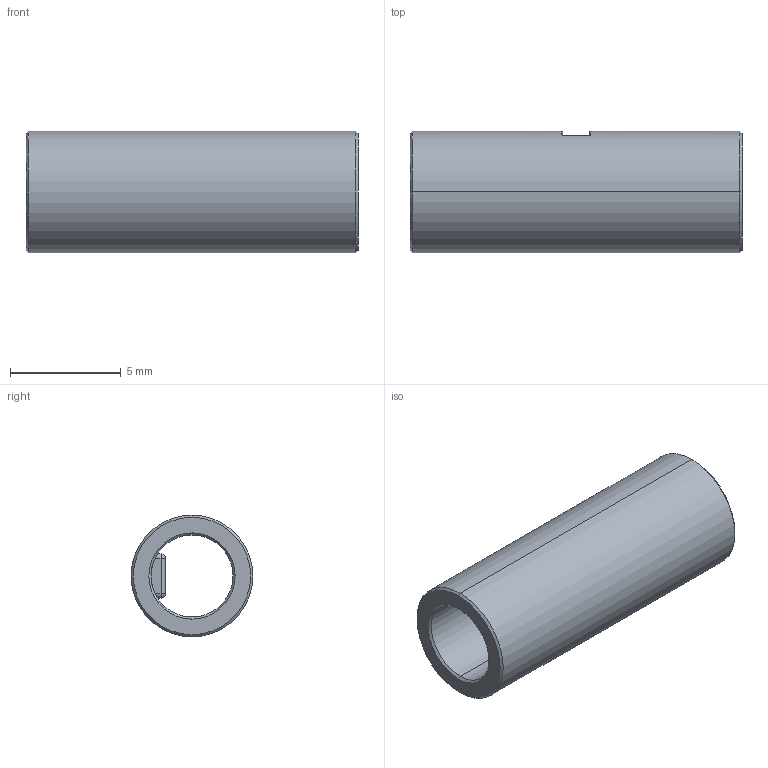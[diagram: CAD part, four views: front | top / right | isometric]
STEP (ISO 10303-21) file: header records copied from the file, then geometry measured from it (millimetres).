
FILE_DESCRIPTION (( 'STEP AP203' ), '1' );
FILE_NAME ('01360.STEP', '2024-09-05T11:20:03', ( '' ), ( '' ), 'SwSTEP 2.0', 'SolidWorks 2022', '' );
FILE_SCHEMA (( 'CONFIG_CONTROL_DESIGN' ));
Length unit declared in the file: millimetre
Products named in the file (1): 01360
Bounding box: 15 x 5.5 x 5.5 mm (x, y, z)
Volume: 195 mm3; surface area: 460.2 mm2
Topology: 1 solids, 1 shells, 54 faces, 122 edges, 64 vertices
Faces by surface type: cylinder 18, bspline 12, plane 10, cone 8, sphere 4, torus 2
Entity records: 1729 total; most frequent: CARTESIAN_POINT 577, ORIENTED_EDGE 228, DIRECTION 218, EDGE_CURVE 114, AXIS2_PLACEMENT_3D 89, VERTEX_POINT 64, EDGE_LOOP 58, ADVANCED_FACE 54
